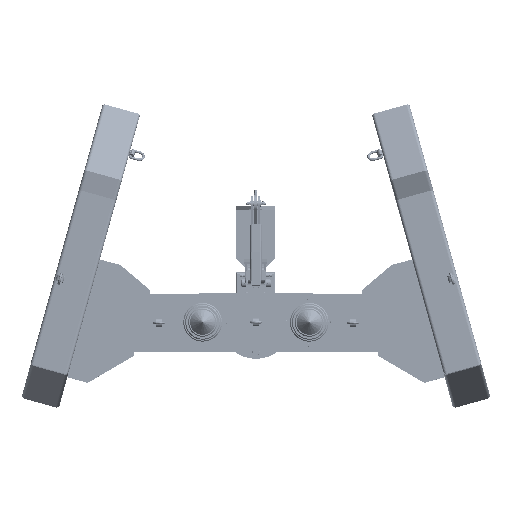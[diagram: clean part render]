
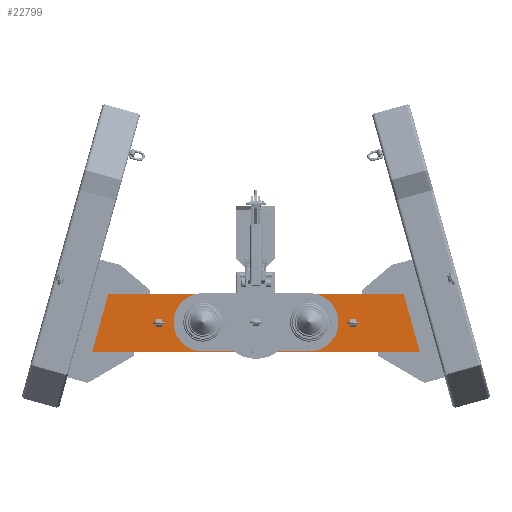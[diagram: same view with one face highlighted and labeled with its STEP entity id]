
A CAD part, top view. The second image highlights one B-rep face of the part: STEP entity #22799.
In plain terms, the highlighted face is planar.
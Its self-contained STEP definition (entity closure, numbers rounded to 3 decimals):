
#2695=PLANE('',#26118);
#3372=FACE_OUTER_BOUND('',#4723,.T.);
#4723=EDGE_LOOP('',(#16011,#16012,#16013,#16014));
#6443=LINE('',#35319,#8159);
#6463=LINE('',#35376,#8179);
#6466=LINE('',#35380,#8182);
#6475=LINE('',#35398,#8191);
#8159=VECTOR('',#28614,10.);
#8179=VECTOR('',#28652,10.);
#8182=VECTOR('',#28657,10.);
#8191=VECTOR('',#28684,10.);
#10672=VERTEX_POINT('',#35316);
#10673=VERTEX_POINT('',#35318);
#10700=VERTEX_POINT('',#35373);
#10701=VERTEX_POINT('',#35375);
#12739=EDGE_CURVE('',#10673,#10672,#6443,.T.);
#12767=EDGE_CURVE('',#10701,#10700,#6463,.T.);
#12770=EDGE_CURVE('',#10672,#10701,#6466,.T.);
#12779=EDGE_CURVE('',#10673,#10700,#6475,.T.);
#16011=ORIENTED_EDGE('',*,*,#12739,.T.);
#16012=ORIENTED_EDGE('',*,*,#12770,.T.);
#16013=ORIENTED_EDGE('',*,*,#12767,.T.);
#16014=ORIENTED_EDGE('',*,*,#12779,.F.);
#22799=ADVANCED_FACE('',(#3372),#2695,.T.);
#26118=AXIS2_PLACEMENT_3D('',#35397,#28682,#28683);
#28614=DIRECTION('',(-0.964,0.,0.267));
#28652=DIRECTION('',(0.964,0.,0.267));
#28657=DIRECTION('',(0.,0.,1.));
#28682=DIRECTION('center_axis',(0.,1.,0.));
#28683=DIRECTION('ref_axis',(0.,0.,1.));
#28684=DIRECTION('',(0.,0.,1.));
#35316=CARTESIAN_POINT('',(-150.,150.,83.197));
#35318=CARTESIAN_POINT('',(150.,150.,0.));
#35319=CARTESIAN_POINT('',(10.712,150.,38.628));
#35373=CARTESIAN_POINT('',(150.,150.,1689.));
#35375=CARTESIAN_POINT('',(-150.,150.,1605.803));
#35376=CARTESIAN_POINT('',(-356.762,150.,1548.462));
#35380=CARTESIAN_POINT('',(-150.,150.,0.));
#35397=CARTESIAN_POINT('Origin',(-150.,150.,0.));
#35398=CARTESIAN_POINT('',(150.,150.,0.));
